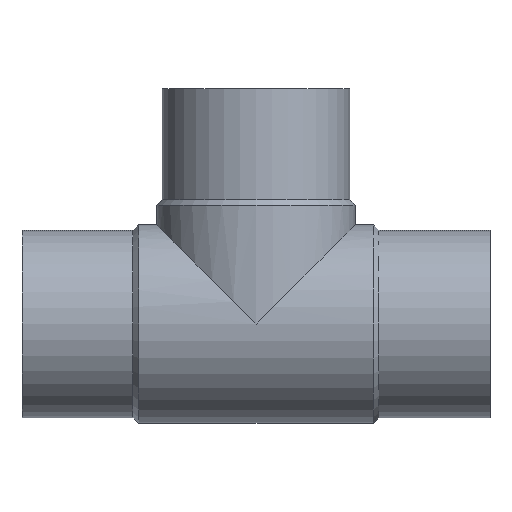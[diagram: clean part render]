
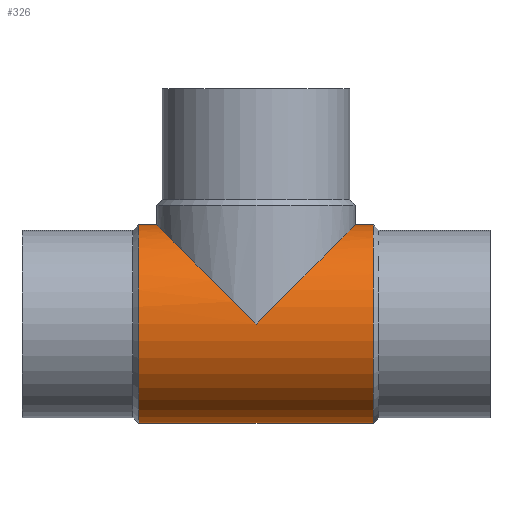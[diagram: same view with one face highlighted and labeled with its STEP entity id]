
A CAD part, top view. The second image highlights one B-rep face of the part: STEP entity #326.
In plain terms, the highlighted cylindrical face has radius 132.4 mm (diameter 264.8 mm), a partial arc.
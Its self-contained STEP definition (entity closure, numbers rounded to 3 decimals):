
#150 = EDGE_CURVE( '', #338, #252, #391, .T. );
#152 = EDGE_CURVE( '', #164, #338, #393, .T. );
#164 = VERTEX_POINT( '', #409 );
#200 = VERTEX_POINT( '', #449 );
#212 = EDGE_CURVE( '', #200, #268, #461, .T. );
#218 = VERTEX_POINT( '', #468 );
#230 = VERTEX_POINT( '', #482 );
#252 = VERTEX_POINT( '', #508 );
#256 = EDGE_CURVE( '', #218, #230, #512, .T. );
#260 = EDGE_CURVE( '', #200, #218, #516, .T. );
#268 = VERTEX_POINT( '', #524 );
#314 = EDGE_CURVE( '', #252, #268, #578, .T. );
#324 = EDGE_CURVE( '', #230, #164, #589, .T. );
#326 = ADVANCED_FACE( '', ( #591 ), #592, .T. );
#338 = VERTEX_POINT( '', #604 );
#391 = ELLIPSE( '', #654, 187.242, 132.4 );
#393 = ELLIPSE( '', #657, 187.242, 132.4 );
#409 = CARTESIAN_POINT( '', ( -179.6, 132.4, 0. ) );
#449 = CARTESIAN_POINT( '', ( -468.6, -132.4, 0. ) );
#461 = CIRCLE( '', #742, 132.4 );
#468 = CARTESIAN_POINT( '', ( -155.4, -132.4, 0. ) );
#482 = CARTESIAN_POINT( '', ( -155.4, 132.4, 0. ) );
#508 = CARTESIAN_POINT( '', ( -444.4, 132.4, 0. ) );
#512 = CIRCLE( '', #802, 132.4 );
#516 = LINE( '', #808, #809 );
#524 = CARTESIAN_POINT( '', ( -468.6, 132.4, 0. ) );
#578 = LINE( '', #892, #893 );
#589 = LINE( '', #907, #908 );
#591 = FACE_OUTER_BOUND( '', #910, .T. );
#592 = CYLINDRICAL_SURFACE( '', #911, 132.4 );
#604 = CARTESIAN_POINT( '', ( -312., 0., 132.4 ) );
#654 = AXIS2_PLACEMENT_3D( '', #979, #980, #981 );
#657 = AXIS2_PLACEMENT_3D( '', #982, #983, #984 );
#742 = AXIS2_PLACEMENT_3D( '', #1072, #1073, #1074 );
#802 = AXIS2_PLACEMENT_3D( '', #1133, #1134, #1135 );
#808 = CARTESIAN_POINT( '', ( -312., -132.4, 0. ) );
#809 = VECTOR( '', #1139, 1. );
#892 = CARTESIAN_POINT( '', ( -312., 132.4, 0. ) );
#893 = VECTOR( '', #1231, 1. );
#907 = CARTESIAN_POINT( '', ( -312., 132.4, 0. ) );
#908 = VECTOR( '', #1246, 1. );
#910 = EDGE_LOOP( '', ( #1248, #1249, #1250, #1251, #1252, #1253, #1254 ) );
#911 = AXIS2_PLACEMENT_3D( '', #1255, #1256, #1257 );
#979 = CARTESIAN_POINT( '', ( -312., 0., 0. ) );
#980 = DIRECTION( '', ( -0.707, -0.707, 0. ) );
#981 = DIRECTION( '', ( 0.707, -0.707, 0. ) );
#982 = CARTESIAN_POINT( '', ( -312., 0., 0. ) );
#983 = DIRECTION( '', ( 0.707, -0.707, 0. ) );
#984 = DIRECTION( '', ( 0.707, 0.707, 0. ) );
#1072 = CARTESIAN_POINT( '', ( -468.6, 0., 0. ) );
#1073 = DIRECTION( '', ( -1., 0., 0. ) );
#1074 = DIRECTION( '', ( 0., 1., 0. ) );
#1133 = CARTESIAN_POINT( '', ( -155.4, 0., 0. ) );
#1134 = DIRECTION( '', ( -1., 0., 0. ) );
#1135 = DIRECTION( '', ( 0., 1., 0. ) );
#1139 = DIRECTION( '', ( 1., 0., 0. ) );
#1231 = DIRECTION( '', ( -1., 0., 0. ) );
#1246 = DIRECTION( '', ( -1., 0., 0. ) );
#1248 = ORIENTED_EDGE( '', *, *, #324, .T. );
#1249 = ORIENTED_EDGE( '', *, *, #152, .T. );
#1250 = ORIENTED_EDGE( '', *, *, #150, .T. );
#1251 = ORIENTED_EDGE( '', *, *, #314, .T. );
#1252 = ORIENTED_EDGE( '', *, *, #212, .F. );
#1253 = ORIENTED_EDGE( '', *, *, #260, .T. );
#1254 = ORIENTED_EDGE( '', *, *, #256, .T. );
#1255 = CARTESIAN_POINT( '', ( -312., 0., 0. ) );
#1256 = DIRECTION( '', ( 1., 0., 0. ) );
#1257 = DIRECTION( '', ( 0., 1., 0. ) );
